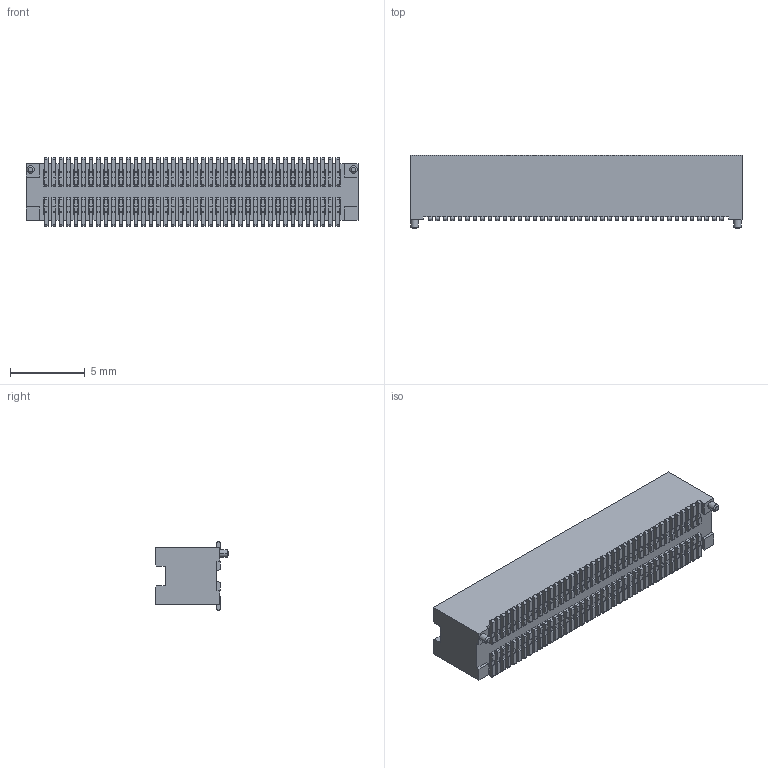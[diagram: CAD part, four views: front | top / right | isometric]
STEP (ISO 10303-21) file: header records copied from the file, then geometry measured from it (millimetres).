
FILE_DESCRIPTION((''),'2;1');
FILE_NAME('FBB05008-F50-H44','2023-10-18T',('工程三'),(''),'PRO/ENGINEER BY PARAMETRIC TECHNOLOGY CORPORATION, 2010280','PRO/ENGINEER BY PARAMETRIC TECHNOLOGY CORPORATION, 2010280','');
FILE_SCHEMA(('CONFIG_CONTROL_DESIGN'));
Products named in the file (1): FBB05008-F50-H44
Bounding box: 22.2 x 4.9 x 4.6 mm (x, y, z)
Volume: 239.1 mm3; surface area: 1412.6 mm2
Topology: 1 solids, 1 shells, 2784 faces, 9924 edges, 6504 vertices
Faces by surface type: plane 1816, cylinder 964, cone 4
Entity records: 107050 total; most frequent: ORIENTED_EDGE 19848, CARTESIAN_POINT 19212, DIRECTION 17424, EDGE_CURVE 9924, VECTOR 7992, LINE 7992, VERTEX_POINT 6504, AXIS2_PLACEMENT_3D 4716
